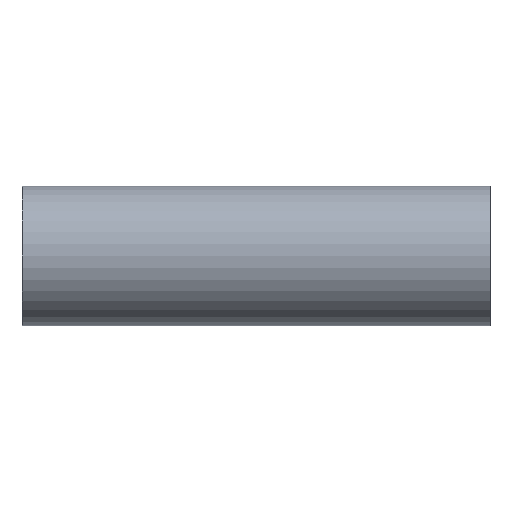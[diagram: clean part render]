
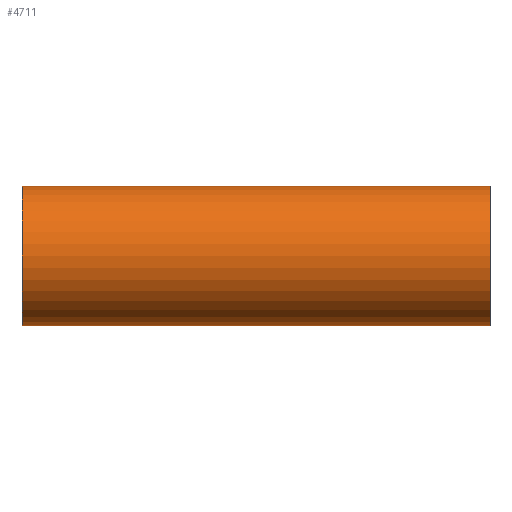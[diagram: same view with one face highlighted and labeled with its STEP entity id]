
A CAD part, left-side view. The second image highlights one B-rep face of the part: STEP entity #4711.
In plain terms, the highlighted cylindrical face has radius 13 mm (diameter 26 mm), a partial arc.
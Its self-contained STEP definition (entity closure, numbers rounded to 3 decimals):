
#123=CYLINDRICAL_SURFACE('',#5001,13.);
#607=FACE_OUTER_BOUND('',#890,.T.);
#890=EDGE_LOOP('',(#4350,#4351,#4352,#4353));
#945=CIRCLE('',#5002,13.);
#946=CIRCLE('',#5003,13.);
#1256=LINE('',#6850,#1817);
#1476=LINE('',#7717,#2037);
#1817=VECTOR('',#5659,10.);
#2037=VECTOR('',#6049,10.);
#2296=VERTEX_POINT('',#6844);
#2298=VERTEX_POINT('',#6848);
#2475=VERTEX_POINT('',#7713);
#2476=VERTEX_POINT('',#7715);
#2838=EDGE_CURVE('',#2296,#2298,#1256,.T.);
#3110=EDGE_CURVE('',#2475,#2296,#945,.T.);
#3111=EDGE_CURVE('',#2476,#2298,#946,.T.);
#3112=EDGE_CURVE('',#2475,#2476,#1476,.T.);
#4350=ORIENTED_EDGE('',*,*,#3110,.T.);
#4351=ORIENTED_EDGE('',*,*,#2838,.T.);
#4352=ORIENTED_EDGE('',*,*,#3111,.F.);
#4353=ORIENTED_EDGE('',*,*,#3112,.F.);
#4711=ADVANCED_FACE('',(#607),#123,.T.);
#5001=AXIS2_PLACEMENT_3D('',#7712,#6043,#6044);
#5002=AXIS2_PLACEMENT_3D('',#7714,#6045,#6046);
#5003=AXIS2_PLACEMENT_3D('',#7716,#6047,#6048);
#5659=DIRECTION('',(0.,1.,0.));
#6043=DIRECTION('center_axis',(0.,1.,0.));
#6044=DIRECTION('ref_axis',(0.,0.,-1.));
#6045=DIRECTION('center_axis',(0.,1.,0.));
#6046=DIRECTION('ref_axis',(0.,0.,-1.));
#6047=DIRECTION('center_axis',(0.,1.,0.));
#6048=DIRECTION('ref_axis',(0.,0.,-1.));
#6049=DIRECTION('',(0.,1.,0.));
#6844=CARTESIAN_POINT('',(0.,0.,24.));
#6848=CARTESIAN_POINT('',(0.,87.,24.));
#6850=CARTESIAN_POINT('',(0.,0.,24.));
#7712=CARTESIAN_POINT('Origin',(0.,0.,11.));
#7713=CARTESIAN_POINT('',(0.,0.,-2.));
#7714=CARTESIAN_POINT('Origin',(0.,0.,11.));
#7715=CARTESIAN_POINT('',(0.,87.,-2.));
#7716=CARTESIAN_POINT('Origin',(0.,87.,11.));
#7717=CARTESIAN_POINT('',(0.,0.,-2.));
